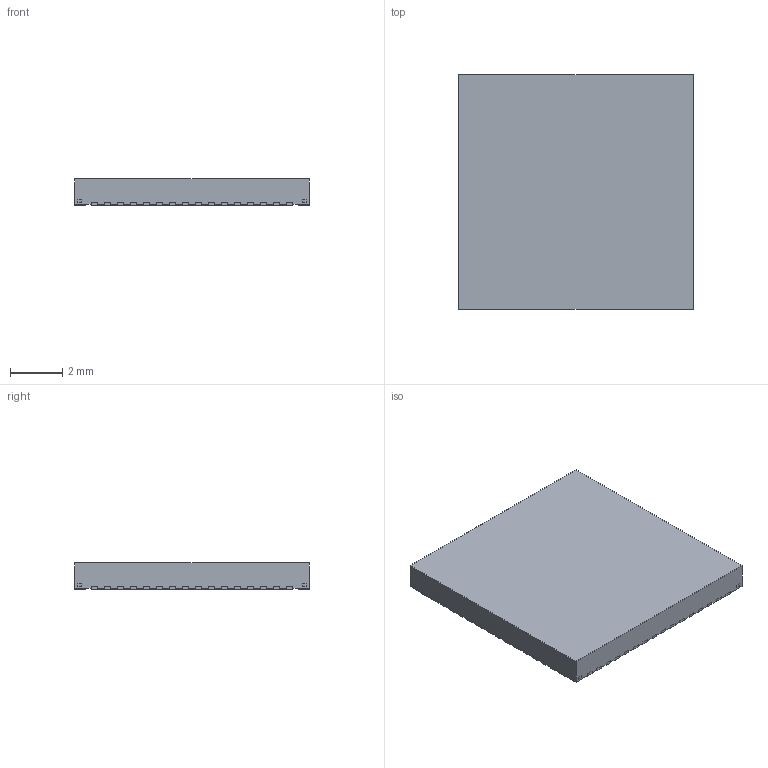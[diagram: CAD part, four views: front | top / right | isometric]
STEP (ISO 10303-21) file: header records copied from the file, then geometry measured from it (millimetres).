
FILE_DESCRIPTION((''),'2;1');
FILE_NAME('QFN_ASM','2018-10-16T10:11:23',('a0412086'),(''),'CREO PARAMETRIC BY PTC INC, 2018020','CREO PARAMETRIC BY PTC INC, 2018020','');
FILE_SCHEMA(('AUTOMOTIVE_DESIGN { 1 0 10303 214 1 1 1 1 }'));
Length unit declared in the file: millimetre
Products named in the file (3): FRAME; BODY; QFN_ASM
Assembly tree (2 placements, depth 2):
  QFN_ASM
    FRAME
    BODY
Bounding box: 9 x 9 x 1 mm (x, y, z)
Volume: 80.4 mm3; surface area: 331.2 mm2
Topology: 70 solids, 70 shells, 971 faces, 2490 edges, 1660 vertices
Faces by surface type: plane 715, cylinder 256
Entity records: 37986 total; most frequent: CARTESIAN_POINT 5160, DIRECTION 4993, ORIENTED_EDGE 4980, PRESENTATION_STYLE_ASSIGNMENT 2632, STYLED_ITEM 2560, CURVE_STYLE 2490, EDGE_CURVE 2490, VECTOR 1978
